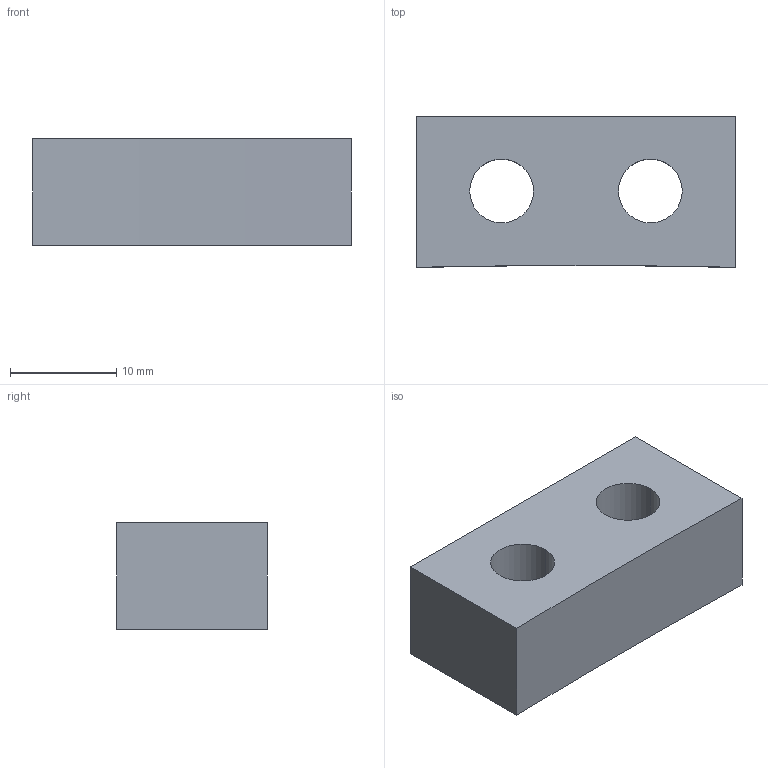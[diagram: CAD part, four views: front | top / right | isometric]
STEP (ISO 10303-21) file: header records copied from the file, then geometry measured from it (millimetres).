
FILE_DESCRIPTION((''),'2;1');
FILE_NAME('adjust_part3.stp','2004-08-18T12:30:36',('mihara'),(''),'Autodesk Inventor 8','Autodesk Inventor 8','');
FILE_SCHEMA(('AUTOMOTIVE_DESIGN { 1 0 10303 214 1 1 1 1 }'));
Length unit declared in the file: millimetre
Products named in the file (1): adjust_part3
Bounding box: 30 x 14.18 x 10 mm (x, y, z)
Volume: 3652.3 mm3; surface area: 1991 mm2
Topology: 1 solids, 1 shells, 10 faces, 24 edges, 16 vertices
Faces by surface type: plane 5, bspline 4, cylinder 1
Entity records: 381 total; most frequent: CARTESIAN_POINT 119, DIRECTION 48, ORIENTED_EDGE 48, EDGE_CURVE 24, AXIS2_PLACEMENT_3D 17, VERTEX_POINT 16, VECTOR 14, LINE 14
